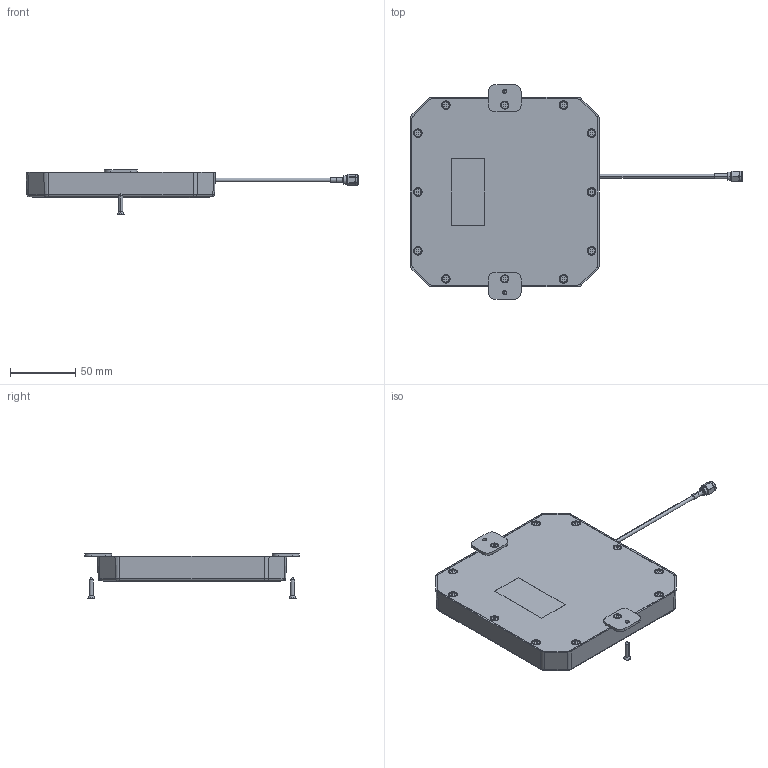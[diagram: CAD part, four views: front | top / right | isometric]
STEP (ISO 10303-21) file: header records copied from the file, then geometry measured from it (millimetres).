
FILE_DESCRIPTION (( 'STEP AP214' ), '1' );
FILE_NAME ('FMANFP1050_3D.step', '2023-02-01T18:25:46', ( '' ), ( '' ), 'SwSTEP 2.0', 'SolidWorks 2022', '' );
FILE_SCHEMA (( 'AUTOMOTIVE_DESIGN' ));
Length unit declared in the file: inch
Products named in the file (3): FMANFP1050_Base Model; FMANFP1050_3D; PE4215
Assembly tree (2 placements, depth 2):
  FMANFP1050_3D
    FMANFP1050_Base Model
    PE4215
Bounding box: 254.05 x 164 x 34 mm (x, y, z)
Volume: 136135.9 mm3; surface area: 166536.5 mm2
Topology: 34 solids, 34 shells, 1306 faces, 3181 edges, 1930 vertices
Faces by surface type: plane 595, cylinder 354, cone 204, torus 70, sphere 56, bspline 27
Entity records: 39899 total; most frequent: CARTESIAN_POINT 8586, DIRECTION 6601, ORIENTED_EDGE 6242, EDGE_CURVE 3121, AXIS2_PLACEMENT_3D 2353, VERTEX_POINT 1930, VECTOR 1895, LINE 1895
